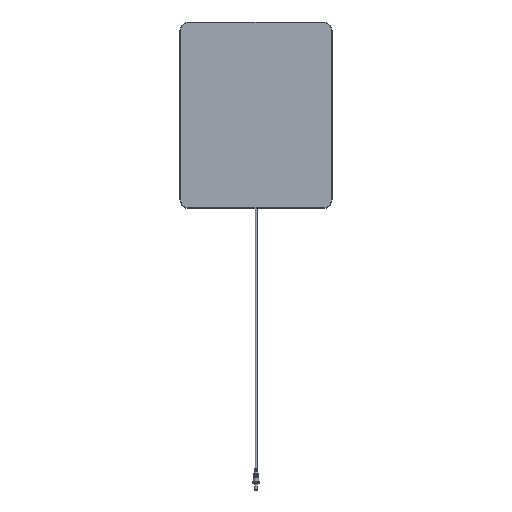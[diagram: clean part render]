
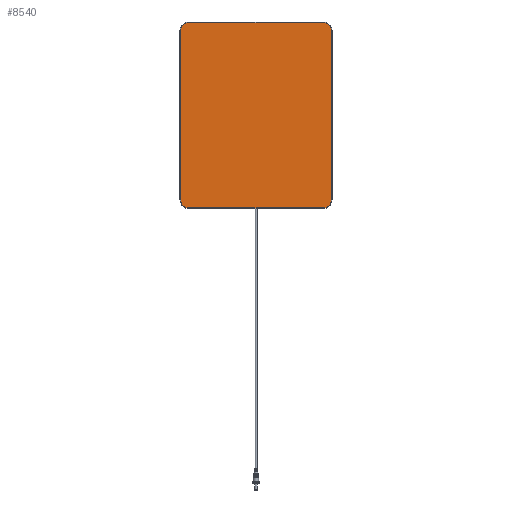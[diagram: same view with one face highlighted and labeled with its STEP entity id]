
A CAD part, front view. The second image highlights one B-rep face of the part: STEP entity #8540.
In plain terms, the highlighted planar face has unit normal (0, -1, 0).
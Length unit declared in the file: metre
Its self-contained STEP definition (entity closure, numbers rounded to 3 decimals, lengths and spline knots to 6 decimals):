
#635=PLANE('',#9950);
#928=CIRCLE('',#9935,0.0117);
#930=CIRCLE('',#9939,0.0117);
#932=CIRCLE('',#9943,0.0117);
#934=CIRCLE('',#9947,0.0117);
#1614=LINE('',#15486,#2314);
#1619=LINE('',#15501,#2319);
#1624=LINE('',#15516,#2324);
#1628=LINE('',#15528,#2328);
#2314=VECTOR('',#12000,1.);
#2319=VECTOR('',#12013,1.);
#2324=VECTOR('',#12026,1.);
#2328=VECTOR('',#12038,1.);
#4361=ORIENTED_EDGE('',*,*,#5712,.T.);
#4362=ORIENTED_EDGE('',*,*,#5690,.T.);
#4363=ORIENTED_EDGE('',*,*,#5694,.T.);
#4364=ORIENTED_EDGE('',*,*,#5697,.T.);
#4365=ORIENTED_EDGE('',*,*,#5700,.T.);
#4366=ORIENTED_EDGE('',*,*,#5704,.F.);
#4367=ORIENTED_EDGE('',*,*,#5706,.T.);
#4368=ORIENTED_EDGE('',*,*,#5710,.F.);
#5690=EDGE_CURVE('',#6485,#6486,#1614,.T.);
#5694=EDGE_CURVE('',#6486,#6489,#928,.T.);
#5697=EDGE_CURVE('',#6489,#6491,#1619,.T.);
#5700=EDGE_CURVE('',#6491,#6493,#930,.T.);
#5704=EDGE_CURVE('',#6495,#6493,#1624,.T.);
#5706=EDGE_CURVE('',#6495,#6497,#932,.T.);
#5710=EDGE_CURVE('',#6499,#6497,#1628,.T.);
#5712=EDGE_CURVE('',#6499,#6485,#934,.T.);
#6485=VERTEX_POINT('',#15487);
#6486=VERTEX_POINT('',#15488);
#6489=VERTEX_POINT('',#15496);
#6491=VERTEX_POINT('',#15502);
#6493=VERTEX_POINT('',#15508);
#6495=VERTEX_POINT('',#15514);
#6497=VERTEX_POINT('',#15520);
#6499=VERTEX_POINT('',#15526);
#7228=EDGE_LOOP('',(#4361,#4362,#4363,#4364,#4365,#4366,#4367,#4368));
#7890=FACE_BOUND('',#7228,.T.);
#8540=ADVANCED_FACE('',(#7890),#635,.T.);
#9935=AXIS2_PLACEMENT_3D('',#15495,#12006,#12007);
#9939=AXIS2_PLACEMENT_3D('',#15507,#12018,#12019);
#9943=AXIS2_PLACEMENT_3D('',#15519,#12030,#12031);
#9947=AXIS2_PLACEMENT_3D('',#15531,#12042,#12043);
#9950=AXIS2_PLACEMENT_3D('',#15534,#12048,#12049);
#12000=DIRECTION('',(-1.,0.,0.));
#12006=DIRECTION('',(0.,-1.,0.));
#12007=DIRECTION('',(0.,0.,-1.));
#12013=DIRECTION('',(0.,0.,-1.));
#12018=DIRECTION('',(0.,-1.,0.));
#12019=DIRECTION('',(0.,0.,-1.));
#12026=DIRECTION('',(-1.,0.,0.));
#12030=DIRECTION('',(0.,-1.,0.));
#12031=DIRECTION('',(0.,0.,-1.));
#12038=DIRECTION('',(0.,0.,-1.));
#12042=DIRECTION('',(0.,-1.,0.));
#12043=DIRECTION('',(0.,0.,-1.));
#12048=DIRECTION('',(0.,-1.,0.));
#12049=DIRECTION('',(1.,0.,0.));
#15486=CARTESIAN_POINT('',(0.,-0.0032,0.13575));
#15487=CARTESIAN_POINT('',(0.0988,-0.0032,0.13575));
#15488=CARTESIAN_POINT('',(-0.0988,-0.0032,0.13575));
#15495=CARTESIAN_POINT('',(-0.0988,-0.0032,0.12405));
#15496=CARTESIAN_POINT('',(-0.1105,-0.0032,0.12405));
#15501=CARTESIAN_POINT('',(-0.1105,-0.0032,0.));
#15502=CARTESIAN_POINT('',(-0.1105,-0.0032,-0.12405));
#15507=CARTESIAN_POINT('',(-0.0988,-0.0032,-0.12405));
#15508=CARTESIAN_POINT('',(-0.0988,-0.0032,-0.13575));
#15514=CARTESIAN_POINT('',(0.0988,-0.0032,-0.13575));
#15516=CARTESIAN_POINT('',(0.,-0.0032,-0.13575));
#15519=CARTESIAN_POINT('',(0.0988,-0.0032,-0.12405));
#15520=CARTESIAN_POINT('',(0.1105,-0.0032,-0.12405));
#15526=CARTESIAN_POINT('',(0.1105,-0.0032,0.12405));
#15528=CARTESIAN_POINT('',(0.1105,-0.0032,0.));
#15531=CARTESIAN_POINT('',(0.0988,-0.0032,0.12405));
#15534=CARTESIAN_POINT('',(0.,-0.0032,0.));
